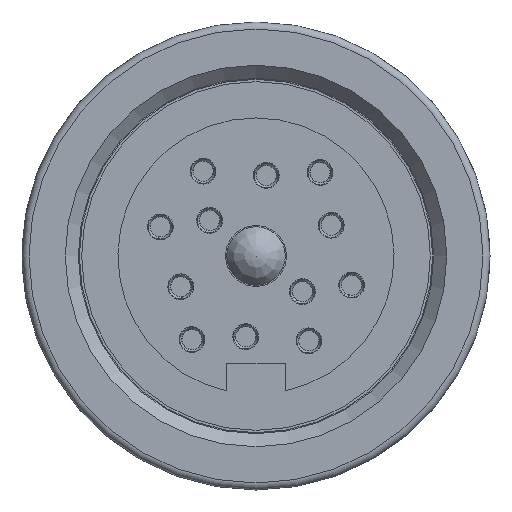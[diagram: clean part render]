
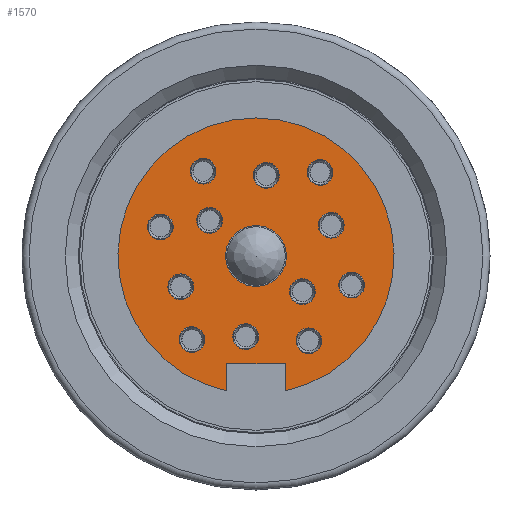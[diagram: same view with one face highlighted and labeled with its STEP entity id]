
A CAD part, left-side view. The second image highlights one B-rep face of the part: STEP entity #1570.
In plain terms, the highlighted planar face has unit normal (-1, 0, 0).
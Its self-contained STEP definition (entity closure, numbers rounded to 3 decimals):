
#354=FACE_BOUND('',#2642,.T.);
#355=FACE_BOUND('',#2643,.T.);
#356=FACE_BOUND('',#2644,.T.);
#357=FACE_BOUND('',#2645,.T.);
#358=FACE_BOUND('',#2646,.T.);
#359=FACE_BOUND('',#2647,.T.);
#360=FACE_BOUND('',#2648,.T.);
#361=FACE_BOUND('',#2649,.T.);
#362=FACE_BOUND('',#2650,.T.);
#363=FACE_BOUND('',#2651,.T.);
#364=FACE_BOUND('',#2652,.T.);
#365=FACE_BOUND('',#2653,.T.);
#366=FACE_BOUND('',#2654,.T.);
#367=FACE_BOUND('',#2655,.T.);
#659=PLANE('',#8888);
#1570=ADVANCED_FACE('',(#354,#355,#356,#357,#358,#359,#360,#361,#362,#363,
#364,#365,#366,#367),#659,.T.);
#2642=EDGE_LOOP('',(#5023));
#2643=EDGE_LOOP('',(#5024));
#2644=EDGE_LOOP('',(#5025));
#2645=EDGE_LOOP('',(#5026));
#2646=EDGE_LOOP('',(#5027));
#2647=EDGE_LOOP('',(#5028,#5029,#5030,#5031));
#2648=EDGE_LOOP('',(#5032));
#2649=EDGE_LOOP('',(#5033));
#2650=EDGE_LOOP('',(#5034));
#2651=EDGE_LOOP('',(#5035));
#2652=EDGE_LOOP('',(#5036));
#2653=EDGE_LOOP('',(#5037));
#2654=EDGE_LOOP('',(#5038));
#2655=EDGE_LOOP('',(#5039));
#3122=LINE('',#13929,#3438);
#3123=LINE('',#13932,#3439);
#3124=LINE('',#13934,#3440);
#3438=VECTOR('',#10632,1.);
#3439=VECTOR('',#10633,1.);
#3440=VECTOR('',#10634,1.);
#5023=ORIENTED_EDGE('',*,*,#7394,.F.);
#5024=ORIENTED_EDGE('',*,*,#7393,.F.);
#5025=ORIENTED_EDGE('',*,*,#7392,.F.);
#5026=ORIENTED_EDGE('',*,*,#7391,.F.);
#5027=ORIENTED_EDGE('',*,*,#7390,.F.);
#5028=ORIENTED_EDGE('',*,*,#7395,.F.);
#5029=ORIENTED_EDGE('',*,*,#7396,.F.);
#5030=ORIENTED_EDGE('',*,*,#7397,.F.);
#5031=ORIENTED_EDGE('',*,*,#7398,.F.);
#5032=ORIENTED_EDGE('',*,*,#7389,.T.);
#5033=ORIENTED_EDGE('',*,*,#7388,.F.);
#5034=ORIENTED_EDGE('',*,*,#7387,.F.);
#5035=ORIENTED_EDGE('',*,*,#7386,.F.);
#5036=ORIENTED_EDGE('',*,*,#7385,.F.);
#5037=ORIENTED_EDGE('',*,*,#7384,.F.);
#5038=ORIENTED_EDGE('',*,*,#7383,.F.);
#5039=ORIENTED_EDGE('',*,*,#7382,.F.);
#6355=VERTEX_POINT('',#13891);
#6356=VERTEX_POINT('',#13894);
#6357=VERTEX_POINT('',#13897);
#6358=VERTEX_POINT('',#13900);
#6359=VERTEX_POINT('',#13903);
#6360=VERTEX_POINT('',#13906);
#6361=VERTEX_POINT('',#13909);
#6362=VERTEX_POINT('',#13912);
#6363=VERTEX_POINT('',#13915);
#6364=VERTEX_POINT('',#13918);
#6365=VERTEX_POINT('',#13921);
#6366=VERTEX_POINT('',#13924);
#6367=VERTEX_POINT('',#13927);
#6368=VERTEX_POINT('',#13930);
#6369=VERTEX_POINT('',#13931);
#6370=VERTEX_POINT('',#13933);
#6371=VERTEX_POINT('',#13935);
#7382=EDGE_CURVE('',#6355,#6355,#8128,.T.);
#7383=EDGE_CURVE('',#6356,#6356,#8129,.T.);
#7384=EDGE_CURVE('',#6357,#6357,#8130,.T.);
#7385=EDGE_CURVE('',#6358,#6358,#8131,.T.);
#7386=EDGE_CURVE('',#6359,#6359,#8132,.T.);
#7387=EDGE_CURVE('',#6360,#6360,#8133,.T.);
#7388=EDGE_CURVE('',#6361,#6361,#8134,.T.);
#7389=EDGE_CURVE('',#6362,#6362,#8135,.T.);
#7390=EDGE_CURVE('',#6363,#6363,#8136,.T.);
#7391=EDGE_CURVE('',#6364,#6364,#8137,.T.);
#7392=EDGE_CURVE('',#6365,#6365,#8138,.T.);
#7393=EDGE_CURVE('',#6366,#6366,#8139,.T.);
#7394=EDGE_CURVE('',#6367,#6367,#8140,.T.);
#7395=EDGE_CURVE('',#6368,#6369,#3122,.T.);
#7396=EDGE_CURVE('',#6370,#6368,#3123,.T.);
#7397=EDGE_CURVE('',#6371,#6370,#3124,.T.);
#7398=EDGE_CURVE('',#6369,#6371,#8141,.T.);
#8128=CIRCLE('',#8861,0.55);
#8129=CIRCLE('',#8863,0.55);
#8130=CIRCLE('',#8865,0.55);
#8131=CIRCLE('',#8867,0.55);
#8132=CIRCLE('',#8869,0.55);
#8133=CIRCLE('',#8871,0.55);
#8134=CIRCLE('',#8873,0.55);
#8135=CIRCLE('',#8875,1.3);
#8136=CIRCLE('',#8877,0.55);
#8137=CIRCLE('',#8879,0.55);
#8138=CIRCLE('',#8881,0.55);
#8139=CIRCLE('',#8883,0.55);
#8140=CIRCLE('',#8885,0.55);
#8141=CIRCLE('',#8887,5.9);
#8861=AXIS2_PLACEMENT_3D('',#13890,#10580,#10581);
#8863=AXIS2_PLACEMENT_3D('',#13893,#10584,#10585);
#8865=AXIS2_PLACEMENT_3D('',#13896,#10588,#10589);
#8867=AXIS2_PLACEMENT_3D('',#13899,#10592,#10593);
#8869=AXIS2_PLACEMENT_3D('',#13902,#10596,#10597);
#8871=AXIS2_PLACEMENT_3D('',#13905,#10600,#10601);
#8873=AXIS2_PLACEMENT_3D('',#13908,#10604,#10605);
#8875=AXIS2_PLACEMENT_3D('',#13911,#10608,#10609);
#8877=AXIS2_PLACEMENT_3D('',#13914,#10612,#10613);
#8879=AXIS2_PLACEMENT_3D('',#13917,#10616,#10617);
#8881=AXIS2_PLACEMENT_3D('',#13920,#10620,#10621);
#8883=AXIS2_PLACEMENT_3D('',#13923,#10624,#10625);
#8885=AXIS2_PLACEMENT_3D('',#13926,#10628,#10629);
#8887=AXIS2_PLACEMENT_3D('',#13936,#10635,#10636);
#8888=AXIS2_PLACEMENT_3D('',#13937,#10637,#10638);
#10580=DIRECTION('',(-1.,0.,0.));
#10581=DIRECTION('',(0.,-0.609,0.793));
#10584=DIRECTION('',(-1.,0.,0.));
#10585=DIRECTION('',(0.,-0.609,0.793));
#10588=DIRECTION('',(-1.,0.,0.));
#10589=DIRECTION('',(0.,-0.609,0.793));
#10592=DIRECTION('',(-1.,0.,0.));
#10593=DIRECTION('',(0.,-0.609,0.793));
#10596=DIRECTION('',(-1.,0.,0.));
#10597=DIRECTION('',(0.,-0.609,0.793));
#10600=DIRECTION('',(-1.,0.,0.));
#10601=DIRECTION('',(0.,-0.609,0.793));
#10604=DIRECTION('',(-1.,0.,0.));
#10605=DIRECTION('',(0.,-0.609,0.793));
#10608=DIRECTION('',(1.,0.,0.));
#10609=DIRECTION('',(0.,0.609,-0.793));
#10612=DIRECTION('',(-1.,0.,0.));
#10613=DIRECTION('',(0.,-0.609,0.793));
#10616=DIRECTION('',(-1.,0.,0.));
#10617=DIRECTION('',(0.,-0.609,0.793));
#10620=DIRECTION('',(-1.,0.,0.));
#10621=DIRECTION('',(0.,-0.609,0.793));
#10624=DIRECTION('',(-1.,0.,0.));
#10625=DIRECTION('',(0.,-0.609,0.793));
#10628=DIRECTION('',(-1.,0.,0.));
#10629=DIRECTION('',(0.,-0.609,0.793));
#10632=DIRECTION('',(0.,0.,-1.));
#10633=DIRECTION('',(0.,1.,0.));
#10634=DIRECTION('',(0.,0.,1.));
#10635=DIRECTION('',(1.,0.,0.));
#10636=DIRECTION('',(0.,0.609,-0.793));
#10637=DIRECTION('',(-1.,0.,0.));
#10638=DIRECTION('',(0.,-0.609,0.793));
#13890=CARTESIAN_POINT('',(2.6,2.739,-3.57));
#13891=CARTESIAN_POINT('',(2.6,2.405,-3.134));
#13893=CARTESIAN_POINT('',(2.6,-2.26,-3.625));
#13894=CARTESIAN_POINT('',(2.6,-2.595,-3.189));
#13896=CARTESIAN_POINT('',(2.6,-1.983,-1.522));
#13897=CARTESIAN_POINT('',(2.6,-2.318,-1.086));
#13899=CARTESIAN_POINT('',(2.6,-4.087,-1.245));
#13900=CARTESIAN_POINT('',(2.6,-4.421,-0.809));
#13902=CARTESIAN_POINT('',(2.6,-2.739,3.57));
#13903=CARTESIAN_POINT('',(2.6,-3.074,4.006));
#13905=CARTESIAN_POINT('',(2.6,-3.215,1.315));
#13906=CARTESIAN_POINT('',(2.6,-3.549,1.751));
#13908=CARTESIAN_POINT('',(2.6,0.438,-3.445));
#13909=CARTESIAN_POINT('',(2.6,0.103,-3.009));
#13911=CARTESIAN_POINT('',(2.6,0.,0.));
#13912=CARTESIAN_POINT('',(2.6,0.791,-1.031));
#13914=CARTESIAN_POINT('',(2.6,4.087,1.245));
#13915=CARTESIAN_POINT('',(2.6,3.752,1.681));
#13917=CARTESIAN_POINT('',(2.6,1.983,1.522));
#13918=CARTESIAN_POINT('',(2.6,1.649,1.958));
#13920=CARTESIAN_POINT('',(2.6,2.26,3.625));
#13921=CARTESIAN_POINT('',(2.6,1.925,4.061));
#13923=CARTESIAN_POINT('',(2.6,-0.438,3.445));
#13924=CARTESIAN_POINT('',(2.6,-0.773,3.882));
#13926=CARTESIAN_POINT('',(2.6,3.215,-1.315));
#13927=CARTESIAN_POINT('',(2.6,2.88,-0.878));
#13929=CARTESIAN_POINT('',(2.6,1.25,-4.6));
#13930=CARTESIAN_POINT('',(2.6,1.25,-4.6));
#13931=CARTESIAN_POINT('',(2.6,1.25,-5.766));
#13932=CARTESIAN_POINT('',(2.6,-1.25,-4.6));
#13933=CARTESIAN_POINT('',(2.6,-1.25,-4.6));
#13934=CARTESIAN_POINT('',(2.6,-1.25,-5.766));
#13935=CARTESIAN_POINT('',(2.6,-1.25,-5.766));
#13936=CARTESIAN_POINT('',(2.6,0.,0.));
#13937=CARTESIAN_POINT('',(2.6,0.,0.));
